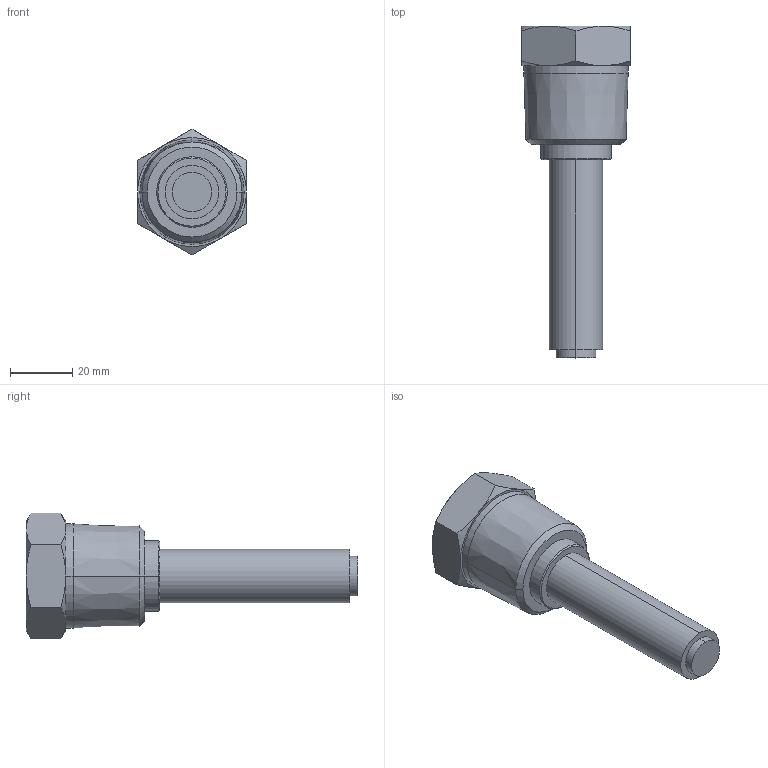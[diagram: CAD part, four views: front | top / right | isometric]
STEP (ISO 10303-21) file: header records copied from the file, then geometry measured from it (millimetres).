
FILE_DESCRIPTION (( 'STEP AP203' ), '1' );
FILE_NAME ('1953.STEP', '2017-06-05T18:36:48', ( '' ), ( '' ), 'SwSTEP 2.0', 'SolidWorks 2016', '' );
FILE_SCHEMA (( 'CONFIG_CONTROL_DESIGN' ));
Length unit declared in the file: inch
Products named in the file (1): 1953
Bounding box: 34.92 x 106.35 x 40.33 mm (x, y, z)
Volume: 46834.8 mm3; surface area: 10497.1 mm2
Topology: 1 solids, 1 shells, 35 faces, 76 edges, 48 vertices
Faces by surface type: cone 14, plane 13, cylinder 8
Entity records: 1163 total; most frequent: CARTESIAN_POINT 322, DIRECTION 162, ORIENTED_EDGE 152, EDGE_CURVE 76, AXIS2_PLACEMENT_3D 68, VERTEX_POINT 48, EDGE_LOOP 40, ADVANCED_FACE 35
